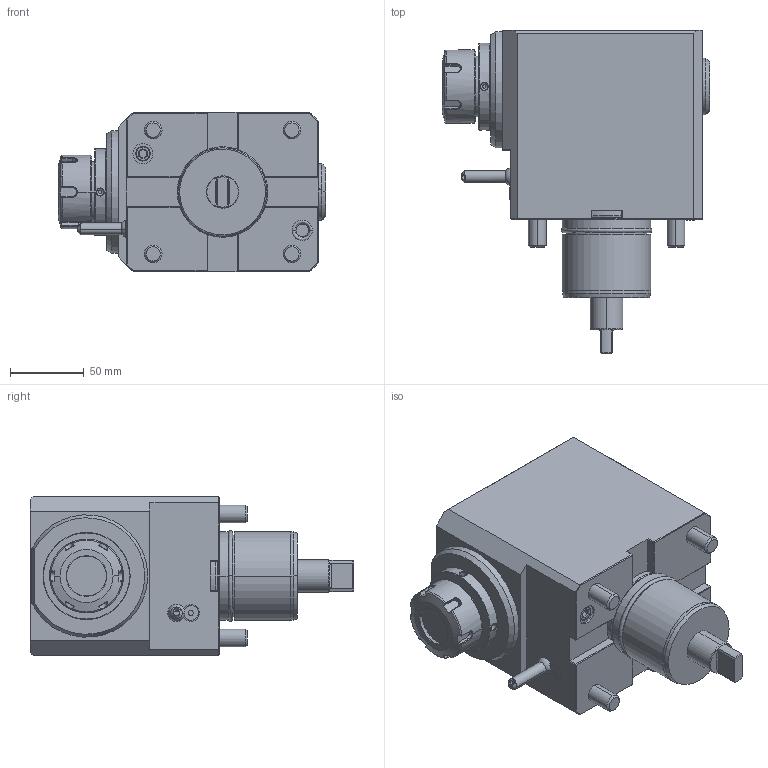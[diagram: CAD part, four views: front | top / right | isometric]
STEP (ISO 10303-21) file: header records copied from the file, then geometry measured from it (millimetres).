
FILE_DESCRIPTION((''),'2;1');
FILE_NAME('NGT2_60_201_32_3_3_90_MS','2022-03-02T',('vali'),('NOVA GRUP'),'PRO/ENGINEER BY PARAMETRIC TECHNOLOGY CORPORATION, 2010280','PRO/ENGINEER BY PARAMETRIC TECHNOLOGY CORPORATION, 2010280','');
FILE_SCHEMA(('CONFIG_CONTROL_DESIGN'));
Length unit declared in the file: millimetre
Products named in the file (1): NGT2_60_201_32_3_3_90_MS
Bounding box: 181.1 x 219 x 108 mm (x, y, z)
Volume: 2083013.1 mm3; surface area: 123291.8 mm2
Topology: 2 solids, 2 shells, 338 faces, 823 edges, 507 vertices
Faces by surface type: plane 144, cylinder 90, cone 56, bspline 28, torus 18, sphere 2
Entity records: 13438 total; most frequent: CARTESIAN_POINT 5728, ORIENTED_EDGE 1646, DIRECTION 1497, EDGE_CURVE 823, AXIS2_PLACEMENT_3D 539, VERTEX_POINT 507, VECTOR 419, LINE 419
